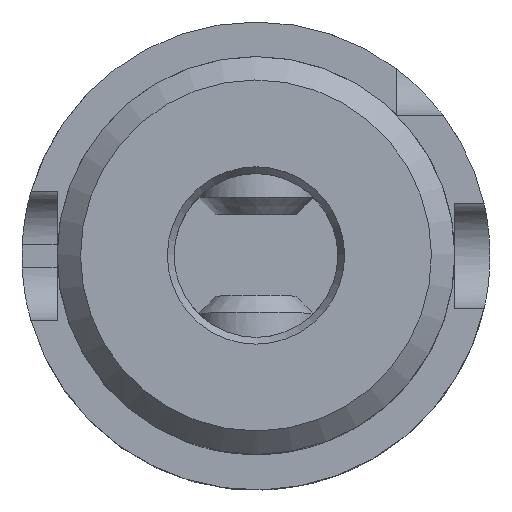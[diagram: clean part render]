
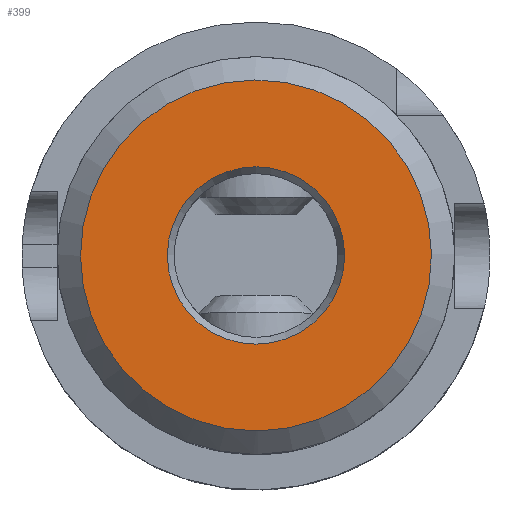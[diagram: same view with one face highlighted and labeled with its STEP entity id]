
A CAD part, top view. The second image highlights one B-rep face of the part: STEP entity #399.
In plain terms, the highlighted planar face has unit normal (0, 0, 1).
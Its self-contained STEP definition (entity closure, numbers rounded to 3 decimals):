
#121=PLANE('',#1791);
#399=ADVANCED_FACE('',(#596,#597),#121,.F.);
#544=CIRCLE('',#1789,7.577);
#545=CIRCLE('',#1790,15.);
#596=FACE_BOUND('',#664,.T.);
#597=FACE_BOUND('',#665,.T.);
#664=EDGE_LOOP('',(#891));
#665=EDGE_LOOP('',(#892));
#891=ORIENTED_EDGE('',*,*,#1505,.T.);
#892=ORIENTED_EDGE('',*,*,#1506,.T.);
#1327=VERTEX_POINT('',#3076);
#1328=VERTEX_POINT('',#3078);
#1505=EDGE_CURVE('',#1327,#1327,#544,.T.);
#1506=EDGE_CURVE('',#1328,#1328,#545,.T.);
#1789=AXIS2_PLACEMENT_3D('',#3075,#2050,#2051);
#1790=AXIS2_PLACEMENT_3D('',#3077,#2052,#2053);
#1791=AXIS2_PLACEMENT_3D('',#3079,#2054,#2055);
#2050=DIRECTION('',(0.,0.,-1.));
#2051=DIRECTION('',(0.,-1.,0.));
#2052=DIRECTION('',(0.,0.,1.));
#2053=DIRECTION('',(0.,-1.,0.));
#2054=DIRECTION('',(0.,0.,-1.));
#2055=DIRECTION('',(0.,1.,0.));
#3075=CARTESIAN_POINT('',(0.,0.,45.5));
#3076=CARTESIAN_POINT('',(0.,-7.577,45.5));
#3077=CARTESIAN_POINT('',(0.,0.,45.5));
#3078=CARTESIAN_POINT('',(0.,-15.,45.5));
#3079=CARTESIAN_POINT('',(0.,-17.,45.5));
